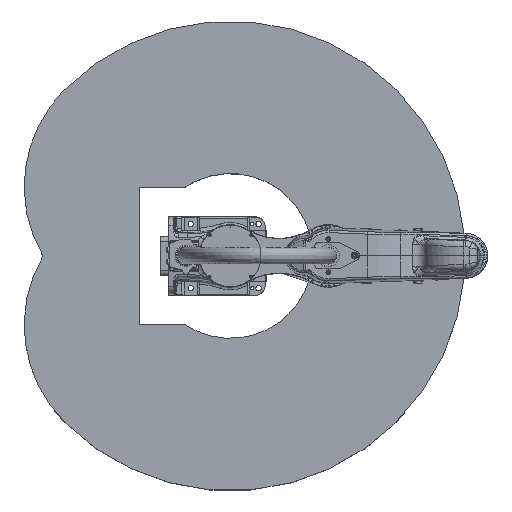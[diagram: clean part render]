
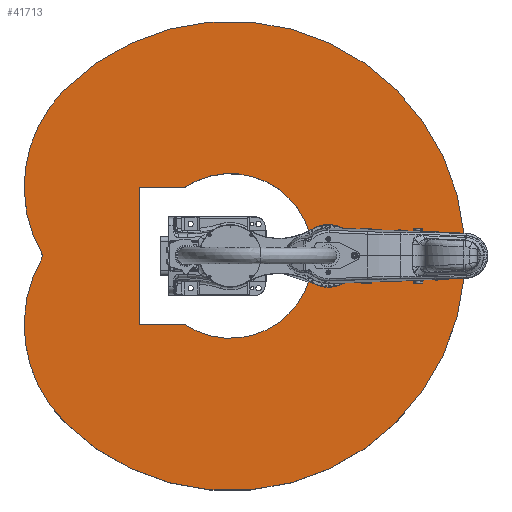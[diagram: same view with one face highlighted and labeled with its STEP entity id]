
A CAD part, top view. The second image highlights one B-rep face of the part: STEP entity #41713.
In plain terms, the highlighted planar face has unit normal (0, 0, 1).
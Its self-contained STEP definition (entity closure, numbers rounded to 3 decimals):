
#787=FACE_BOUND('',#15000,.T.);
#4445=LINE('',#91135,#7251);
#4449=LINE('',#91142,#7255);
#4452=LINE('',#91148,#7258);
#7251=VECTOR('',#56099,10.);
#7255=VECTOR('',#56105,10.);
#7258=VECTOR('',#56110,10.);
#8224=PLANE('',#45768);
#9957=CIRCLE('',#45769,600.);
#9958=CIRCLE('',#45770,350.);
#9959=CIRCLE('',#45771,350.);
#9960=CIRCLE('',#45772,210.494);
#12308=FACE_OUTER_BOUND('',#14999,.T.);
#14999=EDGE_LOOP('',(#36601,#36602,#36603));
#15000=EDGE_LOOP('',(#36604,#36605,#36606,#36607));
#19510=VERTEX_POINT('',#91132);
#19511=VERTEX_POINT('',#91134);
#19513=VERTEX_POINT('',#91139);
#19515=VERTEX_POINT('',#91146);
#19516=VERTEX_POINT('',#91150);
#19517=VERTEX_POINT('',#91151);
#19518=VERTEX_POINT('',#91153);
#25206=EDGE_CURVE('',#19511,#19510,#4445,.T.);
#25210=EDGE_CURVE('',#19513,#19511,#4449,.T.);
#25213=EDGE_CURVE('',#19510,#19515,#4452,.T.);
#25214=EDGE_CURVE('',#19516,#19517,#9957,.T.);
#25215=EDGE_CURVE('',#19517,#19518,#9958,.T.);
#25216=EDGE_CURVE('',#19518,#19516,#9959,.T.);
#25217=EDGE_CURVE('',#19515,#19513,#9960,.T.);
#36601=ORIENTED_EDGE('',*,*,#25214,.T.);
#36602=ORIENTED_EDGE('',*,*,#25215,.T.);
#36603=ORIENTED_EDGE('',*,*,#25216,.T.);
#36604=ORIENTED_EDGE('',*,*,#25210,.T.);
#36605=ORIENTED_EDGE('',*,*,#25206,.T.);
#36606=ORIENTED_EDGE('',*,*,#25213,.T.);
#36607=ORIENTED_EDGE('',*,*,#25217,.T.);
#41713=ADVANCED_FACE('',(#12308,#787),#8224,.T.);
#45768=AXIS2_PLACEMENT_3D('',#91149,#56111,#56112);
#45769=AXIS2_PLACEMENT_3D('',#91152,#56113,#56114);
#45770=AXIS2_PLACEMENT_3D('',#91154,#56115,#56116);
#45771=AXIS2_PLACEMENT_3D('',#91155,#56117,#56118);
#45772=AXIS2_PLACEMENT_3D('',#91156,#56119,#56120);
#56099=DIRECTION('',(0.,1.,0.));
#56105=DIRECTION('',(-1.,0.,0.));
#56110=DIRECTION('',(1.,0.,0.));
#56111=DIRECTION('center_axis',(0.,0.,1.));
#56112=DIRECTION('ref_axis',(1.,0.,0.));
#56113=DIRECTION('center_axis',(0.,0.,1.));
#56114=DIRECTION('ref_axis',(-0.707,-0.707,0.));
#56115=DIRECTION('center_axis',(0.,0.,1.));
#56116=DIRECTION('ref_axis',(-0.707,0.707,0.));
#56117=DIRECTION('center_axis',(0.,0.,1.));
#56118=DIRECTION('ref_axis',(-0.863,0.505,0.));
#56119=DIRECTION('center_axis',(0.,0.,-1.));
#56120=DIRECTION('ref_axis',(-1.,0.,0.));
#91132=CARTESIAN_POINT('',(-233.,175.,200.));
#91134=CARTESIAN_POINT('',(-233.,-175.,200.));
#91135=CARTESIAN_POINT('',(-233.,-87.5,200.));
#91139=CARTESIAN_POINT('',(-116.973,-175.,200.));
#91142=CARTESIAN_POINT('',(55.806,-175.,200.));
#91146=CARTESIAN_POINT('',(-116.973,175.,200.));
#91148=CARTESIAN_POINT('',(-98.194,175.,200.));
#91149=CARTESIAN_POINT('Origin',(36.612,0.,200.));
#91150=CARTESIAN_POINT('',(-424.264,-424.264,200.));
#91151=CARTESIAN_POINT('',(-424.264,424.264,200.));
#91152=CARTESIAN_POINT('Origin',(0.,0.,200.));
#91153=CARTESIAN_POINT('',(-478.853,0.,200.));
#91154=CARTESIAN_POINT('Origin',(-176.777,176.777,200.));
#91155=CARTESIAN_POINT('Origin',(-176.777,-176.777,200.));
#91156=CARTESIAN_POINT('Origin',(0.,0.,200.));
